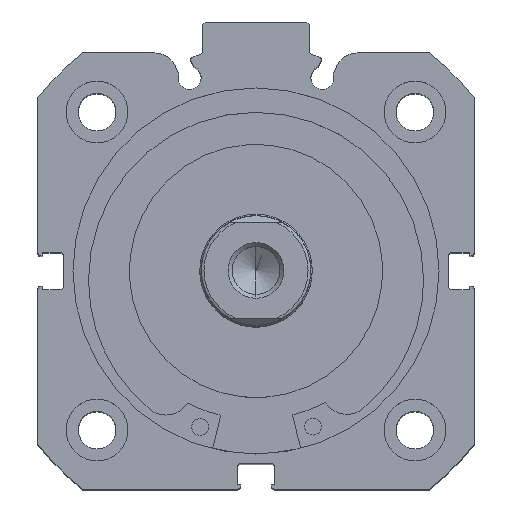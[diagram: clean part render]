
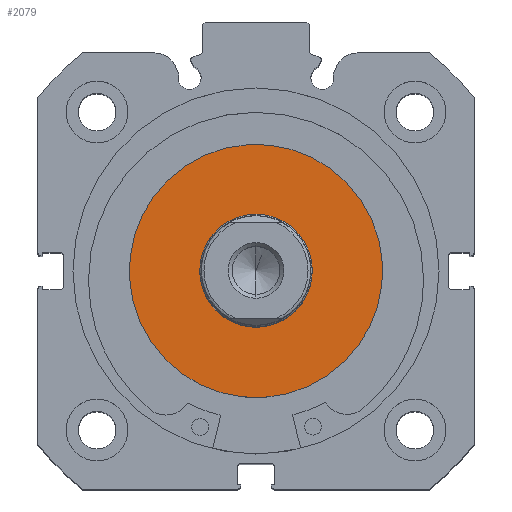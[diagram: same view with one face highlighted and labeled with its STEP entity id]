
A CAD part, top view. The second image highlights one B-rep face of the part: STEP entity #2079.
In plain terms, the highlighted face is planar.
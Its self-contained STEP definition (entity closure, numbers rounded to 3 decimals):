
#299 = DIRECTION ( 'NONE',  ( 0., 0., 1. ) ) ;
#300 = DIRECTION ( 'NONE',  ( -1., 0., 0. ) ) ;
#304 = CARTESIAN_POINT ( 'NONE',  ( 0., 0., 0. ) ) ;
#346 = DIRECTION ( 'NONE',  ( 0., 0., 1. ) ) ;
#347 = DIRECTION ( 'NONE',  ( -1., 0., 0. ) ) ;
#362 = CARTESIAN_POINT ( 'NONE',  ( 0., 0., 0. ) ) ;
#596 = EDGE_CURVE ( 'NONE', #6370, #6364, #2899, .T. ) ;
#610 = EDGE_CURVE ( 'NONE', #6375, #6382, #2924, .T. ) ;
#725 = EDGE_CURVE ( 'NONE', #6364, #6370, #3126, .T. ) ;
#738 = EDGE_CURVE ( 'NONE', #6382, #6375, #3145, .T. ) ;
#1027 = AXIS2_PLACEMENT_3D ( 'NONE', #1626, #1607, #1606 ) ;
#1035 = AXIS2_PLACEMENT_3D ( 'NONE', #1576, #1575, #1574 ) ;
#1093 = AXIS2_PLACEMENT_3D ( 'NONE', #362, #347, #346 ) ;
#1101 = AXIS2_PLACEMENT_3D ( 'NONE', #304, #300, #299 ) ;
#1390 = AXIS2_PLACEMENT_3D ( 'NONE', #4553, #4555, #4556 ) ;
#1574 = DIRECTION ( 'NONE',  ( 0., 0., 1. ) ) ;
#1575 = DIRECTION ( 'NONE',  ( -1., 0., 0. ) ) ;
#1576 = CARTESIAN_POINT ( 'NONE',  ( 0., 0., 0. ) ) ;
#1606 = DIRECTION ( 'NONE',  ( 0., 0., 1. ) ) ;
#1607 = DIRECTION ( 'NONE',  ( -1., 0., 0. ) ) ;
#1626 = CARTESIAN_POINT ( 'NONE',  ( 0., 0., 0. ) ) ;
#2079 = ADVANCED_FACE ( 'NONE', ( #5070, #5073 ), #4554, .F. ) ;
#2509 = EDGE_LOOP ( 'NONE', ( #7244, #7292 ) ) ;
#2749 = EDGE_LOOP ( 'NONE', ( #7279, #7278 ) ) ;
#2899 = CIRCLE ( 'NONE', #1027, 10. ) ;
#2924 = CIRCLE ( 'NONE', #1035, 22.5 ) ;
#3126 = CIRCLE ( 'NONE', #1093, 10. ) ;
#3145 = CIRCLE ( 'NONE', #1101, 22.5 ) ;
#4553 = CARTESIAN_POINT ( 'NONE',  ( 0., 22.5, 0. ) ) ;
#4554 = PLANE ( 'NONE',  #1390 ) ;
#4555 = DIRECTION ( 'NONE',  ( 1., 0., 0. ) ) ;
#4556 = DIRECTION ( 'NONE',  ( 0., 0., -1. ) ) ;
#5070 = FACE_BOUND ( 'NONE', #2509, .T. ) ;
#5073 = FACE_OUTER_BOUND ( 'NONE', #2749, .T. ) ;
#5483 = CARTESIAN_POINT ( 'NONE',  ( 0., 0., 10. ) ) ;
#5489 = CARTESIAN_POINT ( 'NONE',  ( 0., 0., -10. ) ) ;
#5494 = CARTESIAN_POINT ( 'NONE',  ( 0., 0., -22.5 ) ) ;
#5501 = CARTESIAN_POINT ( 'NONE',  ( 0., 0., 22.5 ) ) ;
#6364 = VERTEX_POINT ( 'NONE', #5483 ) ;
#6370 = VERTEX_POINT ( 'NONE', #5489 ) ;
#6375 = VERTEX_POINT ( 'NONE', #5494 ) ;
#6382 = VERTEX_POINT ( 'NONE', #5501 ) ;
#7244 = ORIENTED_EDGE ( 'NONE', *, *, #725, .F. ) ;
#7278 = ORIENTED_EDGE ( 'NONE', *, *, #610, .T. ) ;
#7279 = ORIENTED_EDGE ( 'NONE', *, *, #738, .T. ) ;
#7292 = ORIENTED_EDGE ( 'NONE', *, *, #596, .F. ) ;
